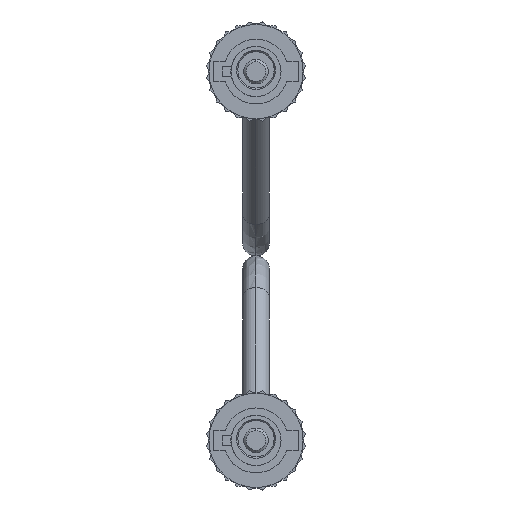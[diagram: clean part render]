
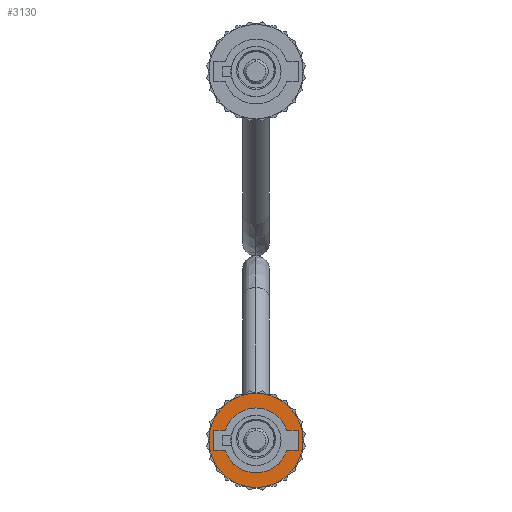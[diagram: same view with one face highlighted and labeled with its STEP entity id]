
A CAD part, front view. The second image highlights one B-rep face of the part: STEP entity #3130.
In plain terms, the highlighted face is planar.
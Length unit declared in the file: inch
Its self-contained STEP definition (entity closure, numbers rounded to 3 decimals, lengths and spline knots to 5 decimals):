
#141 = DIRECTION ( 'NONE',  ( 0., 0., 1. ) ) ;
#155 = DIRECTION ( 'NONE',  ( 0., 1., 0. ) ) ;
#1972 = EDGE_LOOP ( 'NONE', ( #3100, #3101 ) ) ;
#2032 = VERTEX_POINT ( 'NONE', #8547 ) ;
#2034 = EDGE_CURVE ( 'NONE', #2032, #2035, #8545, .T. ) ;
#2035 = VERTEX_POINT ( 'NONE', #8599 ) ;
#2092 = EDGE_CURVE ( 'NONE', #2093, #2094, #8741, .T. ) ;
#2093 = VERTEX_POINT ( 'NONE', #8796 ) ;
#2094 = VERTEX_POINT ( 'NONE', #8795 ) ;
#2810 = EDGE_CURVE ( 'NONE', #3135, #3125, #10548, .T. ) ;
#3100 = ORIENTED_EDGE ( 'NONE', *, *, #3127, .T. ) ;
#3101 = ORIENTED_EDGE ( 'NONE', *, *, #2092, .T. ) ;
#3112 = EDGE_CURVE ( 'NONE', #3113, #2032, #11829, .T. ) ;
#3113 = VERTEX_POINT ( 'NONE', #11824 ) ;
#3114 = ORIENTED_EDGE ( 'NONE', *, *, #3115, .F. ) ;
#3115 = EDGE_CURVE ( 'NONE', #3116, #3113, #11823, .T. ) ;
#3116 = VERTEX_POINT ( 'NONE', #11819 ) ;
#3117 = ORIENTED_EDGE ( 'NONE', *, *, #3118, .F. ) ;
#3118 = EDGE_CURVE ( 'NONE', #3119, #3116, #11818, .T. ) ;
#3119 = VERTEX_POINT ( 'NONE', #11814 ) ;
#3120 = ORIENTED_EDGE ( 'NONE', *, *, #3121, .F. ) ;
#3121 = EDGE_CURVE ( 'NONE', #3122, #3119, #11813, .T. ) ;
#3122 = VERTEX_POINT ( 'NONE', #11809 ) ;
#3123 = ORIENTED_EDGE ( 'NONE', *, *, #3124, .F. ) ;
#3124 = EDGE_CURVE ( 'NONE', #3125, #3122, #11865, .T. ) ;
#3125 = VERTEX_POINT ( 'NONE', #11860 ) ;
#3126 = ORIENTED_EDGE ( 'NONE', *, *, #2810, .F. ) ;
#3127 = EDGE_CURVE ( 'NONE', #2094, #2093, #11858, .T. ) ;
#3130 = ADVANCED_FACE ( 'NONE', ( #11853, #11852 ), #11896, .T. ) ;
#3131 = EDGE_LOOP ( 'NONE', ( #3132, #3136, #3138, #3139, #3114, #3117, #3120, #3123, #3126 ) ) ;
#3132 = ORIENTED_EDGE ( 'NONE', *, *, #3133, .F. ) ;
#3133 = EDGE_CURVE ( 'NONE', #3134, #3135, #11891, .T. ) ;
#3134 = VERTEX_POINT ( 'NONE', #11887 ) ;
#3135 = VERTEX_POINT ( 'NONE', #11886 ) ;
#3136 = ORIENTED_EDGE ( 'NONE', *, *, #3137, .F. ) ;
#3137 = EDGE_CURVE ( 'NONE', #2035, #3134, #11884, .T. ) ;
#3138 = ORIENTED_EDGE ( 'NONE', *, *, #2034, .F. ) ;
#3139 = ORIENTED_EDGE ( 'NONE', *, *, #3112, .F. ) ;
#8318 = CARTESIAN_POINT ( 'NONE',  ( 0., 0.45, 0. ) ) ;
#8319 = AXIS2_PLACEMENT_3D ( 'NONE', #8318, #155, #141 ) ;
#8545 = CIRCLE ( 'NONE', #8319, 0.1325 ) ;
#8547 = CARTESIAN_POINT ( 'NONE',  ( 0., 0.45, 0.1325 ) ) ;
#8599 = CARTESIAN_POINT ( 'NONE',  ( 0.126, 0.45, 0.041 ) ) ;
#8740 = AXIS2_PLACEMENT_3D ( 'NONE', #8746, #8798, #8797 ) ;
#8741 = CIRCLE ( 'NONE', #8740, 0.1925 ) ;
#8746 = CARTESIAN_POINT ( 'NONE',  ( 0., 0.45, 0. ) ) ;
#8795 = CARTESIAN_POINT ( 'NONE',  ( 0., 0.45, -0.1925 ) ) ;
#8796 = CARTESIAN_POINT ( 'NONE',  ( 0., 0.45, 0.1925 ) ) ;
#8797 = DIRECTION ( 'NONE',  ( 0., 0., 1. ) ) ;
#8798 = DIRECTION ( 'NONE',  ( 0., 1., 0. ) ) ;
#10545 = DIRECTION ( 'NONE',  ( -1., 0., 0. ) ) ;
#10546 = VECTOR ( 'NONE', #10545, 39.37008 ) ;
#10547 = CARTESIAN_POINT ( 'NONE',  ( 0.1725, 0.45, -0.041 ) ) ;
#10548 = LINE ( 'NONE', #10547, #10546 ) ;
#11809 = CARTESIAN_POINT ( 'NONE',  ( -0.126, 0.45, -0.041 ) ) ;
#11810 = DIRECTION ( 'NONE',  ( -1., 0., 0. ) ) ;
#11811 = VECTOR ( 'NONE', #11810, 39.37008 ) ;
#11812 = CARTESIAN_POINT ( 'NONE',  ( -0.126, 0.45, -0.041 ) ) ;
#11813 = LINE ( 'NONE', #11812, #11811 ) ;
#11814 = CARTESIAN_POINT ( 'NONE',  ( -0.1725, 0.45, -0.041 ) ) ;
#11815 = DIRECTION ( 'NONE',  ( 0., 0., 1. ) ) ;
#11816 = VECTOR ( 'NONE', #11815, 39.37008 ) ;
#11817 = CARTESIAN_POINT ( 'NONE',  ( -0.1725, 0.45, -0.041 ) ) ;
#11818 = LINE ( 'NONE', #11817, #11816 ) ;
#11819 = CARTESIAN_POINT ( 'NONE',  ( -0.1725, 0.45, 0.041 ) ) ;
#11820 = DIRECTION ( 'NONE',  ( 1., 0., 0. ) ) ;
#11821 = VECTOR ( 'NONE', #11820, 39.37008 ) ;
#11822 = CARTESIAN_POINT ( 'NONE',  ( -0.126, 0.45, 0.041 ) ) ;
#11823 = LINE ( 'NONE', #11822, #11821 ) ;
#11824 = CARTESIAN_POINT ( 'NONE',  ( -0.126, 0.45, 0.041 ) ) ;
#11825 = DIRECTION ( 'NONE',  ( 0., 0., 1. ) ) ;
#11826 = DIRECTION ( 'NONE',  ( 0., 1., 0. ) ) ;
#11827 = CARTESIAN_POINT ( 'NONE',  ( 0., 0.45, 0. ) ) ;
#11828 = AXIS2_PLACEMENT_3D ( 'NONE', #11827, #11826, #11825 ) ;
#11829 = CIRCLE ( 'NONE', #11828, 0.1325 ) ;
#11852 = FACE_OUTER_BOUND ( 'NONE', #1972, .T. ) ;
#11853 = FACE_BOUND ( 'NONE', #3131, .T. ) ;
#11854 = DIRECTION ( 'NONE',  ( 0., 0., 1. ) ) ;
#11855 = DIRECTION ( 'NONE',  ( 0., 1., 0. ) ) ;
#11856 = CARTESIAN_POINT ( 'NONE',  ( 0., 0.45, 0. ) ) ;
#11857 = AXIS2_PLACEMENT_3D ( 'NONE', #11856, #11855, #11854 ) ;
#11858 = CIRCLE ( 'NONE', #11857, 0.1925 ) ;
#11860 = CARTESIAN_POINT ( 'NONE',  ( 0.126, 0.45, -0.041 ) ) ;
#11861 = DIRECTION ( 'NONE',  ( 0., 0., 1. ) ) ;
#11862 = DIRECTION ( 'NONE',  ( 0., 1., 0. ) ) ;
#11863 = CARTESIAN_POINT ( 'NONE',  ( 0., 0.45, 0. ) ) ;
#11864 = AXIS2_PLACEMENT_3D ( 'NONE', #11863, #11862, #11861 ) ;
#11865 = CIRCLE ( 'NONE', #11864, 0.1325 ) ;
#11881 = DIRECTION ( 'NONE',  ( 1., 0., 0. ) ) ;
#11882 = VECTOR ( 'NONE', #11881, 39.37008 ) ;
#11883 = CARTESIAN_POINT ( 'NONE',  ( 0.1725, 0.45, 0.041 ) ) ;
#11884 = LINE ( 'NONE', #11883, #11882 ) ;
#11886 = CARTESIAN_POINT ( 'NONE',  ( 0.1725, 0.45, -0.041 ) ) ;
#11887 = CARTESIAN_POINT ( 'NONE',  ( 0.1725, 0.45, 0.041 ) ) ;
#11888 = DIRECTION ( 'NONE',  ( 0., 0., -1. ) ) ;
#11889 = VECTOR ( 'NONE', #11888, 39.37008 ) ;
#11890 = CARTESIAN_POINT ( 'NONE',  ( 0.1725, 0.45, -0.041 ) ) ;
#11891 = LINE ( 'NONE', #11890, #11889 ) ;
#11892 = DIRECTION ( 'NONE',  ( 0., 0., 1. ) ) ;
#11893 = DIRECTION ( 'NONE',  ( 0., 1., 0. ) ) ;
#11894 = CARTESIAN_POINT ( 'NONE',  ( 0., 0.45, 0. ) ) ;
#11895 = AXIS2_PLACEMENT_3D ( 'NONE', #11894, #11893, #11892 ) ;
#11896 = PLANE ( 'NONE',  #11895 ) ;
